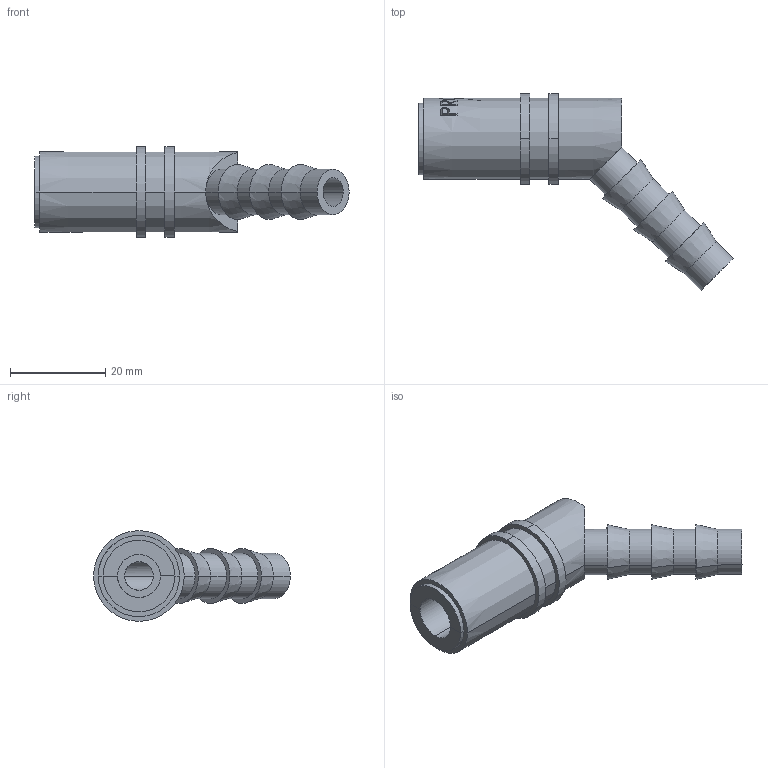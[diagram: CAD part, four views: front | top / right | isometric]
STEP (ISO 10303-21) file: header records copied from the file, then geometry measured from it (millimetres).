
FILE_DESCRIPTION (( 'STEP AP203' ), '1' );
FILE_NAME ('29f9.STEP', '2022-07-14T22:56:55', ( '' ), ( '' ), 'SwSTEP 2.0', 'SolidWorks 2019', '' );
FILE_SCHEMA (( 'CONFIG_CONTROL_DESIGN' ));
Length unit declared in the file: millimetre
Products named in the file (1): 29f9
Bounding box: 65.87 x 41.25 x 19 mm (x, y, z)
Volume: 9629.4 mm3; surface area: 6117.4 mm2
Topology: 3 solids, 3 shells, 133 faces, 331 edges, 213 vertices
Faces by surface type: bspline 73, cone 26, cylinder 22, plane 12
Entity records: 8077 total; most frequent: CARTESIAN_POINT 5486, ORIENTED_EDGE 658, EDGE_CURVE 329, DIRECTION 265, B_SPLINE_CURVE_WITH_KNOTS 232, VERTEX_POINT 213, EDGE_LOOP 150, FACE_OUTER_BOUND 133
